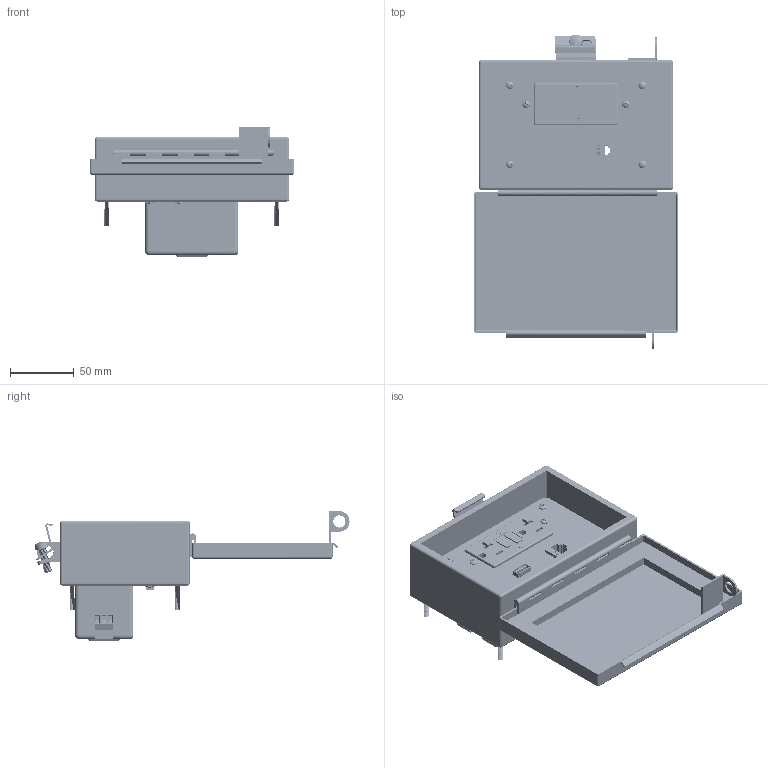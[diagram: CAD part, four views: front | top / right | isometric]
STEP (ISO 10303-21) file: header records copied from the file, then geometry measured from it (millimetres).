
FILE_DESCRIPTION (( 'STEP AP203' ), '1' );
FILE_NAME ('P-P22R62-M6RF0_3D.STEP', '2020-03-09T16:03:10', ( '' ), ( '' ), 'SwSTEP 2.0', 'SolidWorks 2019', '' );
FILE_SCHEMA (( 'CONFIG_CONTROL_DESIGN' ));
Length unit declared in the file: millimetre
Products named in the file (20): P-P22R62-M6RF0_TP180_1; R62; P-P22R62-M6RF0_TP060_1; Z-300-USB-A-FF; P22; Z-H-M6_B; P-P22R62-M6RF0_FP060_1; Z-000-4243316TFP; RF_RF Clipped; M3PH_12M3; 92005A124_METRIC PAN HEAD PHILLIPS MACHINE SCREW_92005A124; Z-200-OTLT-GFIH-1_sheared; P-P22R62-M6RF0_BP180_1; Z-002-4401_4HN_90675A005; Z-001-SPR_3_4; Z-200-OTLT-RIOF_RF Clipped; Z-000-44011_4FH_90273A117; -M6; Z-300-RJ45CAT6; P-P22R62-M6RF0_3D
Assembly tree (27 placements, depth 3):
  P-P22R62-M6RF0_3D
    P-P22R62-M6RF0_BP180_1
    P-P22R62-M6RF0_TP060_1
    Z-000-4243316TFP  x2
    P22
      Z-300-USB-A-FF
    P-P22R62-M6RF0_TP180_1
    Z-000-44011_4FH_90273A117  x2
    Z-001-SPR_3_4  x2
    Z-002-4401_4HN_90675A005  x2
    P-P22R62-M6RF0_FP060_1
    R62
      Z-300-RJ45CAT6
    RF_RF Clipped
      Z-200-OTLT-RIOF_RF Clipped
      Z-200-OTLT-GFIH-1_sheared
    M3PH_12M3  x2
    -M6
      Z-H-M6_B
    92005A124_METRIC PAN HEAD PHILLIPS MACHINE SCREW_92005A124  x4
Bounding box: 160.82 x 247.16 x 101.6 mm (x, y, z)
Volume: 334266.6 mm3; surface area: 268987.5 mm2
Topology: 42 solids, 42 shells, 4180 faces, 11761 edges, 7751 vertices
Faces by surface type: plane 1847, cylinder 1754, bspline 294, cone 169, sphere 71, torus 45
Entity records: 163043 total; most frequent: CARTESIAN_POINT 85307, ORIENTED_EDGE 17214, DIRECTION 13656, EDGE_CURVE 8607, VERTEX_POINT 5679, LINE 5468, VECTOR 5468, AXIS2_PLACEMENT_3D 4094
